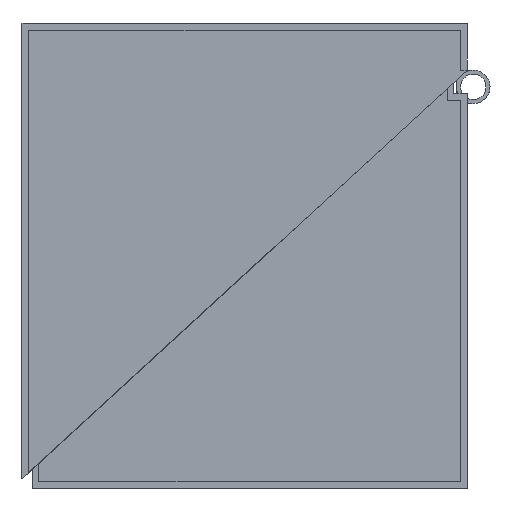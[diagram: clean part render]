
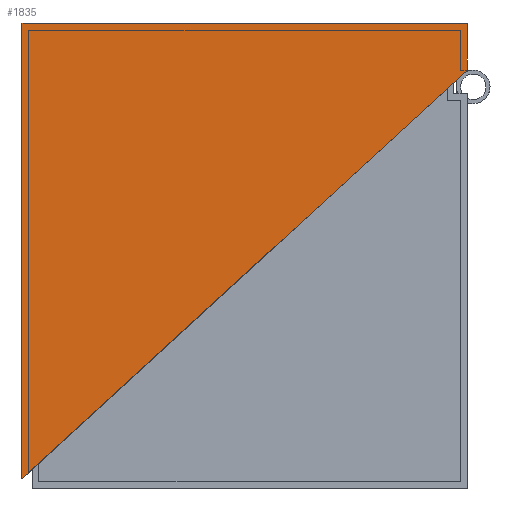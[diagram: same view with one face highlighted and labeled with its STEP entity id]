
A CAD part, left-side view. The second image highlights one B-rep face of the part: STEP entity #1835.
In plain terms, the highlighted planar face has unit normal (-1, 0, 0).
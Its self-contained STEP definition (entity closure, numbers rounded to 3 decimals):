
#202 = DIRECTION ( 'NONE',  ( 0., 0., -1. ) ) ;
#237 = EDGE_CURVE ( 'NONE', #752, #1731, #5303, .T. ) ;
#357 = VECTOR ( 'NONE', #4570, 1000. ) ;
#398 = CARTESIAN_POINT ( 'NONE',  ( -696.5, 133., 3. ) ) ;
#461 = DIRECTION ( 'NONE',  ( 1., 0., 0. ) ) ;
#478 = AXIS2_PLACEMENT_3D ( 'NONE', #5770, #461, #2468 ) ;
#635 = VECTOR ( 'NONE', #3204, 1000. ) ;
#704 = LINE ( 'NONE', #5032, #3941 ) ;
#752 = VERTEX_POINT ( 'NONE', #3810 ) ;
#850 = CARTESIAN_POINT ( 'NONE',  ( -696.5, 133., 3. ) ) ;
#905 = LINE ( 'NONE', #1043, #3640 ) ;
#949 = ORIENTED_EDGE ( 'NONE', *, *, #1535, .F. ) ;
#1043 = CARTESIAN_POINT ( 'NONE',  ( -696.5, 133., 139. ) ) ;
#1535 = EDGE_CURVE ( 'NONE', #5966, #752, #704, .T. ) ;
#1720 = CARTESIAN_POINT ( 'NONE',  ( -696.5, 133., 139. ) ) ;
#1731 = VERTEX_POINT ( 'NONE', #398 ) ;
#1835 = ADVANCED_FACE ( 'NONE', ( #2334 ), #4917, .F. ) ;
#2334 = FACE_OUTER_BOUND ( 'NONE', #4997, .T. ) ;
#2468 = DIRECTION ( 'NONE',  ( 0., 0., -1. ) ) ;
#2496 = CARTESIAN_POINT ( 'NONE',  ( -696.5, 0., 139. ) ) ;
#2640 = EDGE_CURVE ( 'NONE', #1731, #4957, #905, .T. ) ;
#2967 = LINE ( 'NONE', #1720, #635 ) ;
#3204 = DIRECTION ( 'NONE',  ( 0., -1., 0. ) ) ;
#3640 = VECTOR ( 'NONE', #5229, 1000. ) ;
#3750 = CARTESIAN_POINT ( 'NONE',  ( -696.5, 133., 139. ) ) ;
#3810 = CARTESIAN_POINT ( 'NONE',  ( -696.5, 0., 125. ) ) ;
#3941 = VECTOR ( 'NONE', #202, 1000. ) ;
#4570 = DIRECTION ( 'NONE',  ( 0., 0.737, -0.676 ) ) ;
#4656 = ORIENTED_EDGE ( 'NONE', *, *, #2640, .F. ) ;
#4917 = PLANE ( 'NONE',  #478 ) ;
#4957 = VERTEX_POINT ( 'NONE', #3750 ) ;
#4997 = EDGE_LOOP ( 'NONE', ( #949, #5515, #4656, #6843 ) ) ;
#5032 = CARTESIAN_POINT ( 'NONE',  ( -696.5, 0., 125. ) ) ;
#5229 = DIRECTION ( 'NONE',  ( 0., 0., 1. ) ) ;
#5303 = LINE ( 'NONE', #850, #357 ) ;
#5515 = ORIENTED_EDGE ( 'NONE', *, *, #5715, .F. ) ;
#5715 = EDGE_CURVE ( 'NONE', #4957, #5966, #2967, .T. ) ;
#5770 = CARTESIAN_POINT ( 'NONE',  ( -696.5, 0., 139. ) ) ;
#5966 = VERTEX_POINT ( 'NONE', #2496 ) ;
#6843 = ORIENTED_EDGE ( 'NONE', *, *, #237, .F. ) ;
